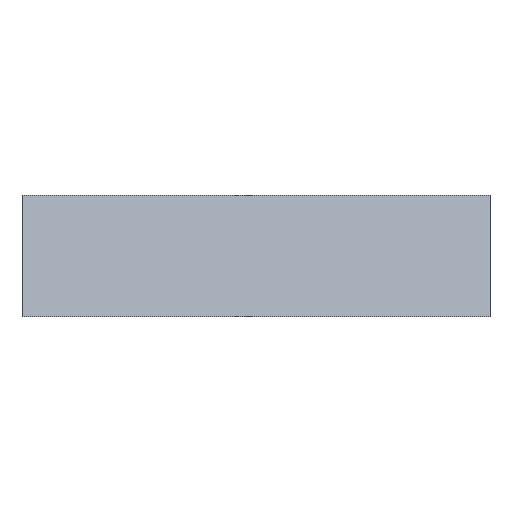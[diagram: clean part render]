
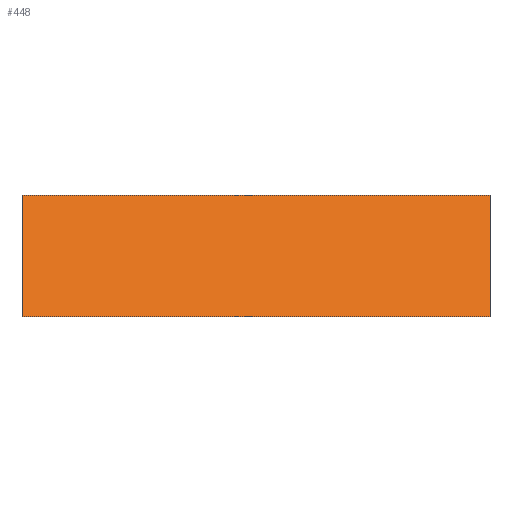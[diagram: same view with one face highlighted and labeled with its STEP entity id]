
A CAD part, top view. The second image highlights one B-rep face of the part: STEP entity #448.
In plain terms, the highlighted planar face has unit normal (0, 0.707, 0.707).
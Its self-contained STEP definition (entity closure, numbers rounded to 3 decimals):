
#71 = ORIENTED_EDGE ( 'NONE', *, *, #424, .F. ) ;
#79 = AXIS2_PLACEMENT_3D ( 'NONE', #499, #300, #828 ) ;
#90 = ORIENTED_EDGE ( 'NONE', *, *, #666, .F. ) ;
#125 = VERTEX_POINT ( 'NONE', #790 ) ;
#135 = EDGE_LOOP ( 'NONE', ( #256, #71, #90, #284 ) ) ;
#154 = LINE ( 'NONE', #420, #858 ) ;
#165 = CARTESIAN_POINT ( 'NONE',  ( 212., 70.77, -30.095 ) ) ;
#235 = LINE ( 'NONE', #293, #536 ) ;
#256 = ORIENTED_EDGE ( 'NONE', *, *, #421, .T. ) ;
#284 = ORIENTED_EDGE ( 'NONE', *, *, #706, .T. ) ;
#293 = CARTESIAN_POINT ( 'NONE',  ( 212., 15.77, 24.905 ) ) ;
#300 = DIRECTION ( 'NONE',  ( 0., -0.707, -0.707 ) ) ;
#307 = VECTOR ( 'NONE', #624, 1000. ) ;
#347 = LINE ( 'NONE', #831, #622 ) ;
#367 = FACE_OUTER_BOUND ( 'NONE', #135, .T. ) ;
#393 = VERTEX_POINT ( 'NONE', #838 ) ;
#420 = CARTESIAN_POINT ( 'NONE',  ( 212., 70.77, -30.095 ) ) ;
#421 = EDGE_CURVE ( 'NONE', #713, #125, #823, .T. ) ;
#424 = EDGE_CURVE ( 'NONE', #393, #125, #235, .T. ) ;
#434 = CARTESIAN_POINT ( 'NONE',  ( 0., 69.77, -29.095 ) ) ;
#448 = ADVANCED_FACE ( 'NONE', ( #367 ), #505, .F. ) ;
#490 = VERTEX_POINT ( 'NONE', #165 ) ;
#499 = CARTESIAN_POINT ( 'NONE',  ( 212., 69.77, -29.095 ) ) ;
#505 = PLANE ( 'NONE',  #79 ) ;
#536 = VECTOR ( 'NONE', #563, 1000. ) ;
#563 = DIRECTION ( 'NONE',  ( -1., 0., 0. ) ) ;
#622 = VECTOR ( 'NONE', #751, 1000. ) ;
#624 = DIRECTION ( 'NONE',  ( 0., -0.707, 0.707 ) ) ;
#625 = CARTESIAN_POINT ( 'NONE',  ( 0., 70.77, -30.095 ) ) ;
#666 = EDGE_CURVE ( 'NONE', #490, #393, #347, .T. ) ;
#687 = DIRECTION ( 'NONE',  ( -1., 0., 0. ) ) ;
#706 = EDGE_CURVE ( 'NONE', #490, #713, #154, .T. ) ;
#713 = VERTEX_POINT ( 'NONE', #625 ) ;
#751 = DIRECTION ( 'NONE',  ( 0., -0.707, 0.707 ) ) ;
#790 = CARTESIAN_POINT ( 'NONE',  ( 0., 15.77, 24.905 ) ) ;
#823 = LINE ( 'NONE', #434, #307 ) ;
#828 = DIRECTION ( 'NONE',  ( 0., 0.707, -0.707 ) ) ;
#831 = CARTESIAN_POINT ( 'NONE',  ( 212., 69.77, -29.095 ) ) ;
#838 = CARTESIAN_POINT ( 'NONE',  ( 212., 15.77, 24.905 ) ) ;
#858 = VECTOR ( 'NONE', #687, 1000. ) ;
